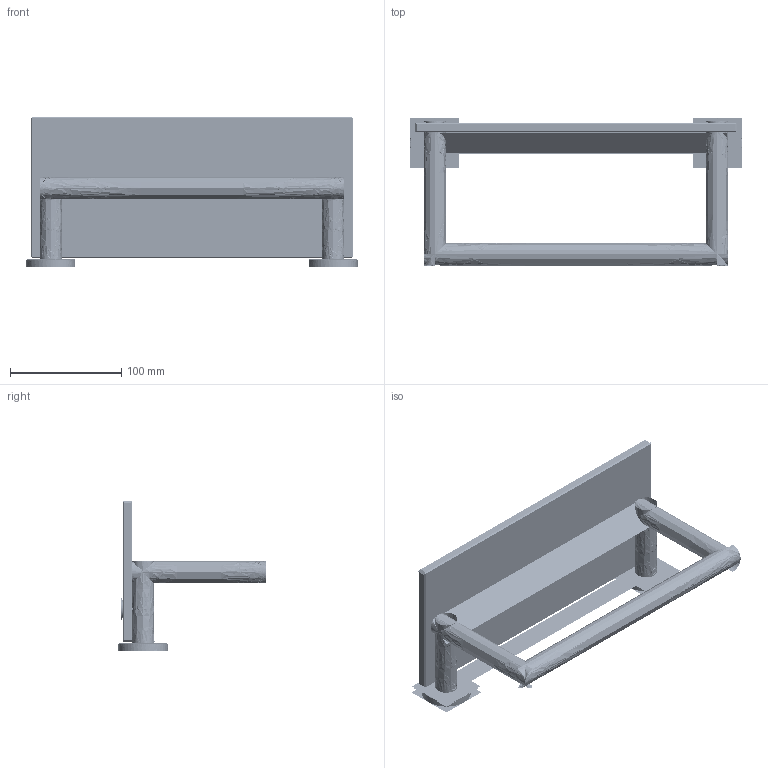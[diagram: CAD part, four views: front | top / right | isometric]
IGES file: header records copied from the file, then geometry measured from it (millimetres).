
Start section:  PTC IGES file: 4619t-12.igs
Global section: file name: 4619t-12.igs; native system: Pro/ENGINEER by Parametric Technology Corporation; preprocessor: 2009300; author: ravindrashirol; organization: Unknown; date: 20101220.123201; units: inch
Bounding box: 298.46 x 132.31 x 134.57 mm (x, y, z)
Surface area: 396727.7 mm2 (no closed solid volume)
Topology: 0 solids, 0 shells, 1868 faces, 13696 edges, 13680 vertices
Faces by surface type: bspline 1868
